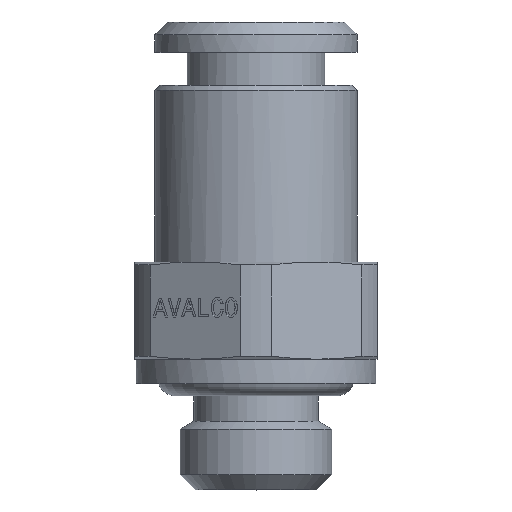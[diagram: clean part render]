
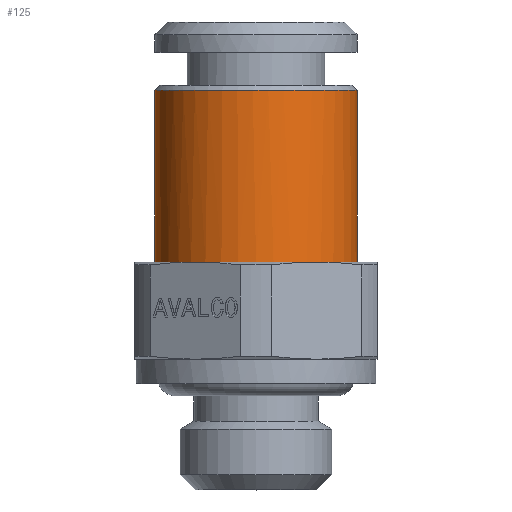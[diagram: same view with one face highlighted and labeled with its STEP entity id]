
A CAD part, top view. The second image highlights one B-rep face of the part: STEP entity #125.
In plain terms, the highlighted cylindrical face has radius 4 mm (diameter 8 mm), a partial arc.
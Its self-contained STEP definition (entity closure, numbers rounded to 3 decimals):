
#57=CARTESIAN_POINT('Line Origine',(-4.,7.,0.)) ;
#61=CARTESIAN_POINT('Vertex',(-4.,17.3,0.)) ;
#63=CARTESIAN_POINT('Vertex',(-4.,10.5,0.)) ;
#70=CARTESIAN_POINT('Vertex',(4.,17.3,0.)) ;
#73=CARTESIAN_POINT('Line Origine',(4.,7.,0.)) ;
#77=CARTESIAN_POINT('Vertex',(4.,10.5,0.)) ;
#92=CARTESIAN_POINT('Axis2P3D Location',(0.,7.,0.)) ;
#98=CARTESIAN_POINT('Control Point',(-4.,17.3,0.)) ;
#99=CARTESIAN_POINT('Control Point',(-4.,17.3,0.628)) ;
#100=CARTESIAN_POINT('Control Point',(-3.877,17.3,1.257)) ;
#101=CARTESIAN_POINT('Control Point',(-3.63,17.3,1.853)) ;
#102=CARTESIAN_POINT('Control Point',(-2.916,17.3,2.916)) ;
#103=CARTESIAN_POINT('Control Point',(-1.853,17.3,3.63)) ;
#104=CARTESIAN_POINT('Control Point',(-1.257,17.3,3.877)) ;
#105=CARTESIAN_POINT('Control Point',(0.,17.3,4.123)) ;
#106=CARTESIAN_POINT('Control Point',(1.257,17.3,3.877)) ;
#107=CARTESIAN_POINT('Control Point',(1.853,17.3,3.63)) ;
#108=CARTESIAN_POINT('Control Point',(2.916,17.3,2.916)) ;
#109=CARTESIAN_POINT('Control Point',(3.63,17.3,1.853)) ;
#110=CARTESIAN_POINT('Control Point',(3.877,17.3,1.257)) ;
#111=CARTESIAN_POINT('Control Point',(4.,17.3,0.628)) ;
#112=CARTESIAN_POINT('Control Point',(4.,17.3,0.)) ;
#114=CARTESIAN_POINT('Axis2P3D Location',(0.,10.5,0.)) ;
#58=DIRECTION('Vector Direction',(0.,1.,0.)) ;
#74=DIRECTION('Vector Direction',(0.,1.,0.)) ;
#93=DIRECTION('Axis2P3D Direction',(-0.,1.,0.)) ;
#94=DIRECTION('Axis2P3D XDirection',(-1.,0.,0.)) ;
#115=DIRECTION('Axis2P3D Direction',(-0.,1.,0.)) ;
#95=AXIS2_PLACEMENT_3D('Cylinder Axis2P3D',#92,#93,#94) ;
#116=AXIS2_PLACEMENT_3D('Circle Axis2P3D',#114,#115,$) ;
#120=ORIENTED_EDGE('',*,*,#79,.F.) ;
#121=ORIENTED_EDGE('',*,*,#113,.F.) ;
#122=ORIENTED_EDGE('',*,*,#65,.T.) ;
#123=ORIENTED_EDGE('',*,*,#118,.F.) ;
#59=VECTOR('Line Direction',#58,1.) ;
#75=VECTOR('Line Direction',#74,1.) ;
#125=ADVANCED_FACE('PN511B-04M6I',(#124),#96,.T.) ;
#97=B_SPLINE_CURVE_WITH_KNOTS('',5,(#98,#99,#100,#101,#102,#103,#104,#105,#106,#107,#108,#109,#110,#111,#112),.UNSPECIFIED.,.F.,.U.,(6,3,3,3,6),(-6.283,-3.142,0.,3.142,6.283),.UNSPECIFIED.) ;
#117=CIRCLE('generated circle',#116,4.) ;
#96=CYLINDRICAL_SURFACE('generated cylinder',#95,4.) ;
#65=EDGE_CURVE('',#62,#64,#60,.F.) ;
#79=EDGE_CURVE('',#71,#78,#76,.F.) ;
#113=EDGE_CURVE('',#62,#71,#97,.T.) ;
#118=EDGE_CURVE('',#78,#64,#117,.F.) ;
#119=EDGE_LOOP('',(#120,#121,#122,#123)) ;
#124=FACE_OUTER_BOUND('',#119,.T.) ;
#60=LINE('Line',#57,#59) ;
#76=LINE('Line',#73,#75) ;
#62=VERTEX_POINT('',#61) ;
#64=VERTEX_POINT('',#63) ;
#71=VERTEX_POINT('',#70) ;
#78=VERTEX_POINT('',#77) ;
